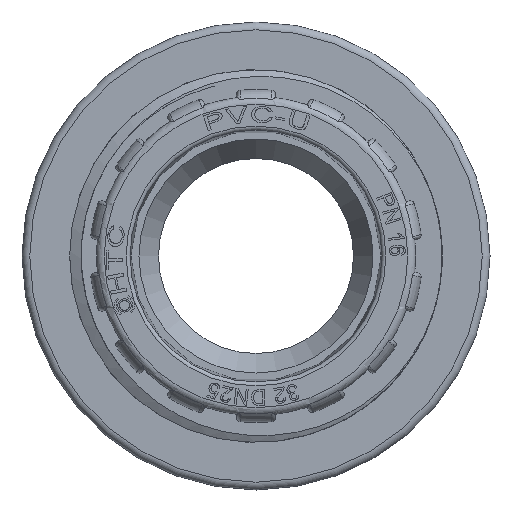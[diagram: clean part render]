
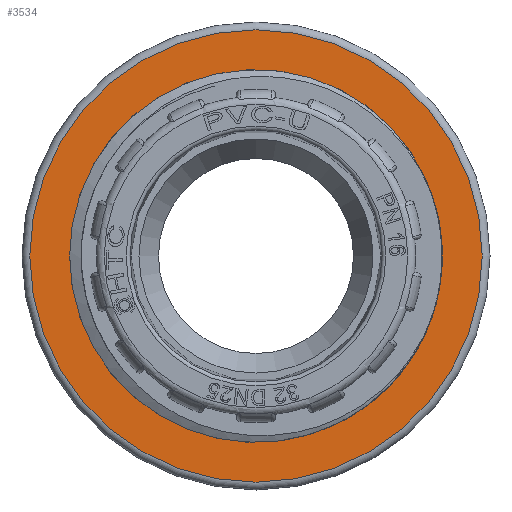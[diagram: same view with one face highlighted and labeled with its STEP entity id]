
A CAD part, front view. The second image highlights one B-rep face of the part: STEP entity #3534.
In plain terms, the highlighted planar face has unit normal (0, -1, 0).
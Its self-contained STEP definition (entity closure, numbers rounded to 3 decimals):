
#3534=ADVANCED_FACE('',(#5740,#5741),#4107,.T.);
#4107=PLANE('',#15845);
#5740=FACE_BOUND('',#6293,.T.);
#5741=FACE_BOUND('',#6294,.T.);
#6293=EDGE_LOOP('',(#9331));
#6294=EDGE_LOOP('',(#9332));
#9331=ORIENTED_EDGE('',*,*,#14135,.T.);
#9332=ORIENTED_EDGE('',*,*,#14134,.T.);
#12257=VERTEX_POINT('',#32131);
#12258=VERTEX_POINT('',#32646);
#14134=EDGE_CURVE('',#12257,#12257,#15173,.T.);
#14135=EDGE_CURVE('',#12258,#12258,#15174,.T.);
#15173=CIRCLE('',#15842,23.902);
#15174=CIRCLE('',#15844,29.);
#15842=AXIS2_PLACEMENT_3D('',#32130,#17909,#17910);
#15844=AXIS2_PLACEMENT_3D('',#32645,#17913,#17914);
#15845=AXIS2_PLACEMENT_3D('',#32647,#17915,#17916);
#17909=DIRECTION('',(0.,1.,0.));
#17910=DIRECTION('',(-1.,0.,0.));
#17913=DIRECTION('',(0.,-1.,0.));
#17914=DIRECTION('',(-1.,0.,0.));
#17915=DIRECTION('',(0.,-1.,0.));
#17916=DIRECTION('',(-1.,0.,0.));
#32130=CARTESIAN_POINT('',(578.727,101.975,0.));
#32131=CARTESIAN_POINT('',(554.826,101.975,0.));
#32645=CARTESIAN_POINT('',(578.727,101.975,0.));
#32646=CARTESIAN_POINT('',(549.727,101.975,0.));
#32647=CARTESIAN_POINT('',(578.727,101.975,0.));
